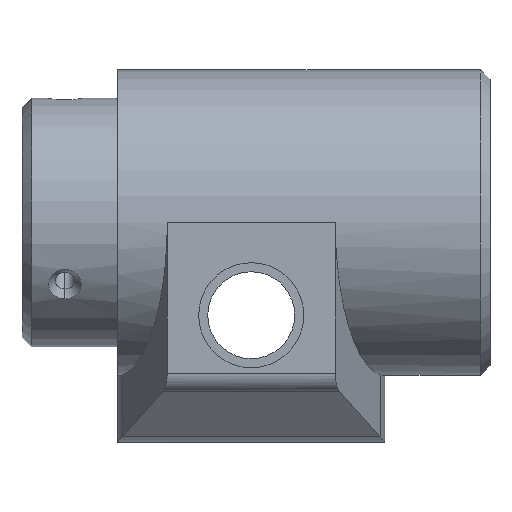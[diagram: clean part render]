
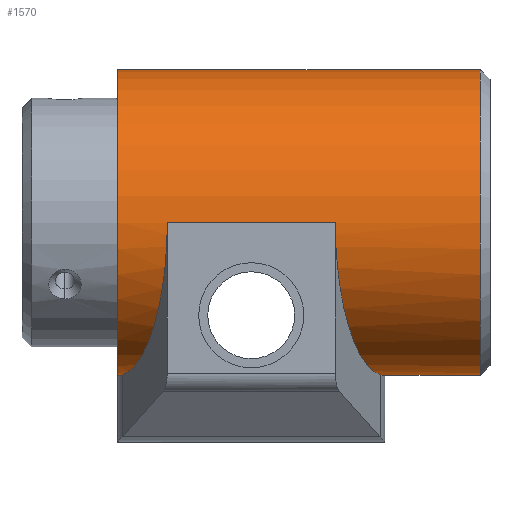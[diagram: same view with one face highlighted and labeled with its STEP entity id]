
A CAD part, front view. The second image highlights one B-rep face of the part: STEP entity #1570.
In plain terms, the highlighted cylindrical face has radius 16 mm (diameter 32 mm), a partial arc.
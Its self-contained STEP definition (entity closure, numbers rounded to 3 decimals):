
#29 = CARTESIAN_POINT ( 'NONE',  ( -13.511, -1.506, -15.929 ) ) ;
#42 = CARTESIAN_POINT ( 'NONE',  ( -13.511, -1.506, -15.929 ) ) ;
#78 = CARTESIAN_POINT ( 'NONE',  ( -13.672, -1.011, -15.976 ) ) ;
#89 = VERTEX_POINT ( 'NONE', #1193 ) ;
#115 = ORIENTED_EDGE ( 'NONE', *, *, #1654, .F. ) ;
#116 = VECTOR ( 'NONE', #3101, 1000. ) ;
#215 = CARTESIAN_POINT ( 'NONE',  ( -37.863, 0., -16. ) ) ;
#217 = ORIENTED_EDGE ( 'NONE', *, *, #1906, .F. ) ;
#314 = DIRECTION ( 'NONE',  ( -1., 0., 0. ) ) ;
#391 = CARTESIAN_POINT ( 'NONE',  ( -14., 0., 16. ) ) ;
#425 = VECTOR ( 'NONE', #2538, 1000. ) ;
#441 = AXIS2_PLACEMENT_3D ( 'NONE', #595, #659, #2487 ) ;
#456 = CIRCLE ( 'NONE', #2747, 16. ) ;
#520 = CARTESIAN_POINT ( 'NONE',  ( 13.792, -0.508, -16. ) ) ;
#528 = DIRECTION ( 'NONE',  ( -1., 0., 0. ) ) ;
#555 = CARTESIAN_POINT ( 'NONE',  ( -8.801, -16., -8.686 ) ) ;
#595 = CARTESIAN_POINT ( 'NONE',  ( -37.863, 0., 0. ) ) ;
#598 = CARTESIAN_POINT ( 'NONE',  ( -13.874, 0., -16. ) ) ;
#659 = DIRECTION ( 'NONE',  ( -1., 0., 0. ) ) ;
#695 = FACE_OUTER_BOUND ( 'NONE', #841, .T. ) ;
#714 = VERTEX_POINT ( 'NONE', #3251 ) ;
#757 = CARTESIAN_POINT ( 'NONE',  ( 13.511, -1.506, -15.929 ) ) ;
#768 = CARTESIAN_POINT ( 'NONE',  ( 8.801, -16., -8.686 ) ) ;
#787 = VERTEX_POINT ( 'NONE', #1761 ) ;
#797 = CARTESIAN_POINT ( 'NONE',  ( 13.511, -1.506, -15.929 ) ) ;
#813 = CARTESIAN_POINT ( 'NONE',  ( -8.801, -16., 0. ) ) ;
#824 = DIRECTION ( 'NONE',  ( 0., 0., 1. ) ) ;
#841 = EDGE_LOOP ( 'NONE', ( #1951, #1677, #3067, #217, #115, #1048, #2620, #2097, #2146, #1372 ) ) ;
#1014 = EDGE_CURVE ( 'NONE', #714, #3036, #2178, .T. ) ;
#1026 = CYLINDRICAL_SURFACE ( 'NONE', #441, 16. ) ;
#1048 = ORIENTED_EDGE ( 'NONE', *, *, #1014, .T. ) ;
#1062 = B_SPLINE_CURVE_WITH_KNOTS ( 'NONE', 3,
 ( #797, #3074, #520, #1787 ),
 .UNSPECIFIED., .F., .F.,
 ( 4, 4 ),
 ( 0., 0.002 ),
 .UNSPECIFIED. ) ;
#1113 = CARTESIAN_POINT ( 'NONE',  ( -13.792, -0.508, -16. ) ) ;
#1153 = LINE ( 'NONE', #813, #116 ) ;
#1193 = CARTESIAN_POINT ( 'NONE',  ( 24., 0., -16. ) ) ;
#1223 = LINE ( 'NONE', #1577, #3177 ) ;
#1372 = ORIENTED_EDGE ( 'NONE', *, *, #1772, .T. ) ;
#1470 = EDGE_CURVE ( 'NONE', #3035, #1954, #1153, .T. ) ;
#1484 = EDGE_CURVE ( 'NONE', #89, #2713, #456, .T. ) ;
#1502 = CARTESIAN_POINT ( 'NONE',  ( 13.511, -1.506, -15.929 ) ) ;
#1550 = AXIS2_PLACEMENT_3D ( 'NONE', #2847, #314, #824 ) ;
#1558 = DIRECTION ( 'NONE',  ( -1., 0., 0. ) ) ;
#1559 = CARTESIAN_POINT ( 'NONE',  ( -10.701, -10.154, -15.111 ) ) ;
#1570 = ADVANCED_FACE ( 'NONE', ( #695 ), #1026, .T. ) ;
#1577 = CARTESIAN_POINT ( 'NONE',  ( -37.863, 0., 16. ) ) ;
#1629 = DIRECTION ( 'NONE',  ( -1., 0., 0. ) ) ;
#1654 = EDGE_CURVE ( 'NONE', #714, #787, #1829, .T. ) ;
#1677 = ORIENTED_EDGE ( 'NONE', *, *, #1484, .T. ) ;
#1761 = CARTESIAN_POINT ( 'NONE',  ( -14., 0., -16. ) ) ;
#1772 = EDGE_CURVE ( 'NONE', #2942, #2034, #1062, .T. ) ;
#1787 = CARTESIAN_POINT ( 'NONE',  ( 13.874, 0., -16. ) ) ;
#1829 = LINE ( 'NONE', #215, #425 ) ;
#1856 = CARTESIAN_POINT ( 'NONE',  ( 8.801, -16., 0. ) ) ;
#1900 = CARTESIAN_POINT ( 'NONE',  ( -13.511, -1.506, -15.929 ) ) ;
#1906 = EDGE_CURVE ( 'NONE', #787, #2221, #1959, .T. ) ;
#1917 = CARTESIAN_POINT ( 'NONE',  ( 13.874, 0., -16. ) ) ;
#1951 = ORIENTED_EDGE ( 'NONE', *, *, #2039, .F. ) ;
#1954 = VERTEX_POINT ( 'NONE', #2946 ) ;
#1959 = CIRCLE ( 'NONE', #1550, 16. ) ;
#2034 = VERTEX_POINT ( 'NONE', #1917 ) ;
#2037 = LINE ( 'NONE', #2190, #3296 ) ;
#2039 = EDGE_CURVE ( 'NONE', #89, #2034, #2037, .T. ) ;
#2097 = ORIENTED_EDGE ( 'NONE', *, *, #1470, .T. ) ;
#2098 = CARTESIAN_POINT ( 'NONE',  ( -8.801, -16., 0. ) ) ;
#2146 = ORIENTED_EDGE ( 'NONE', *, *, #3006, .F. ) ;
#2178 = B_SPLINE_CURVE_WITH_KNOTS ( 'NONE', 3,
 ( #598, #1113, #78, #1900 ),
 .UNSPECIFIED., .F., .F.,
 ( 4, 4 ),
 ( 0.002, 0.003 ),
 .UNSPECIFIED. ) ;
#2190 = CARTESIAN_POINT ( 'NONE',  ( -37.863, 0., -16. ) ) ;
#2199 = CARTESIAN_POINT ( 'NONE',  ( 24., 0., 16. ) ) ;
#2221 = VERTEX_POINT ( 'NONE', #391 ) ;
#2317 = CARTESIAN_POINT ( 'NONE',  ( 10.701, -10.154, -15.111 ) ) ;
#2344 = CARTESIAN_POINT ( 'NONE',  ( 24., 0., 0. ) ) ;
#2487 = DIRECTION ( 'NONE',  ( 0., 0., 1. ) ) ;
#2496 =( BOUNDED_CURVE ( )  B_SPLINE_CURVE ( 3, ( #29, #1559, #555, #2605 ),
 .UNSPECIFIED., .F., .F. ) 
 B_SPLINE_CURVE_WITH_KNOTS ( ( 4, 4 ),
 ( 1.665, 3.142 ),
 .UNSPECIFIED. ) 
 CURVE ( )  GEOMETRIC_REPRESENTATION_ITEM ( )  RATIONAL_B_SPLINE_CURVE ( ( 1., 0.826, 0.826, 1. ) ) 
 REPRESENTATION_ITEM ( '' )  );
#2538 = DIRECTION ( 'NONE',  ( -1., 0., 0. ) ) ;
#2585 = EDGE_CURVE ( 'NONE', #2713, #2221, #1223, .T. ) ;
#2605 = CARTESIAN_POINT ( 'NONE',  ( -8.801, -16., 0. ) ) ;
#2620 = ORIENTED_EDGE ( 'NONE', *, *, #3025, .T. ) ;
#2713 = VERTEX_POINT ( 'NONE', #2199 ) ;
#2747 = AXIS2_PLACEMENT_3D ( 'NONE', #2344, #1558, #3112 ) ;
#2847 = CARTESIAN_POINT ( 'NONE',  ( -14., 0., 0. ) ) ;
#2942 = VERTEX_POINT ( 'NONE', #1502 ) ;
#2946 = CARTESIAN_POINT ( 'NONE',  ( 8.801, -16., 0. ) ) ;
#3006 = EDGE_CURVE ( 'NONE', #2942, #1954, #3064, .T. ) ;
#3025 = EDGE_CURVE ( 'NONE', #3036, #3035, #2496, .T. ) ;
#3035 = VERTEX_POINT ( 'NONE', #2098 ) ;
#3036 = VERTEX_POINT ( 'NONE', #42 ) ;
#3064 =( BOUNDED_CURVE ( )  B_SPLINE_CURVE ( 3, ( #757, #2317, #768, #1856 ),
 .UNSPECIFIED., .F., .T. ) 
 B_SPLINE_CURVE_WITH_KNOTS ( ( 4, 4 ),
 ( 4.807, 6.283 ),
 .UNSPECIFIED. ) 
 CURVE ( )  GEOMETRIC_REPRESENTATION_ITEM ( )  RATIONAL_B_SPLINE_CURVE ( ( 1., 0.826, 0.826, 1. ) ) 
 REPRESENTATION_ITEM ( '' )  );
#3067 = ORIENTED_EDGE ( 'NONE', *, *, #2585, .T. ) ;
#3074 = CARTESIAN_POINT ( 'NONE',  ( 13.672, -1.011, -15.976 ) ) ;
#3101 = DIRECTION ( 'NONE',  ( 1., 0., 0. ) ) ;
#3112 = DIRECTION ( 'NONE',  ( 0., 0., -1. ) ) ;
#3177 = VECTOR ( 'NONE', #528, 1000. ) ;
#3251 = CARTESIAN_POINT ( 'NONE',  ( -13.874, 0., -16. ) ) ;
#3296 = VECTOR ( 'NONE', #1629, 1000. ) ;
